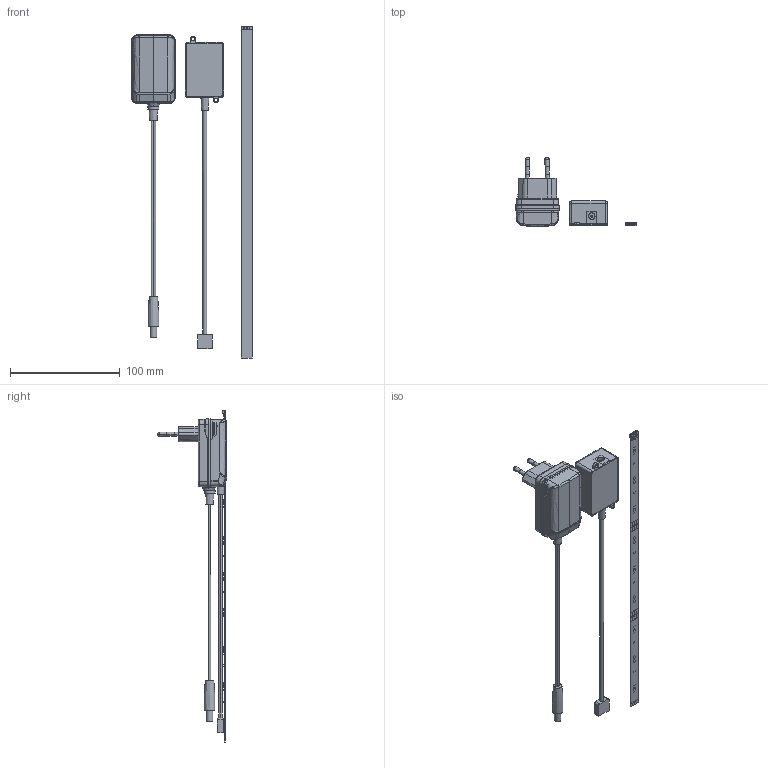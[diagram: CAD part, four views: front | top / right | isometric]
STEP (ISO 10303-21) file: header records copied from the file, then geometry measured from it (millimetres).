
FILE_DESCRIPTION (( 'STEP AP214' ), '1' );
FILE_NAME ('SUNatHOME FLEX 3M TW.STEP', '2021-08-13T13:25:36', ( '' ), ( '' ), 'SwSTEP 2.0', 'SolidWorks 2020', '' );
FILE_SCHEMA (( 'AUTOMOTIVE_DESIGN' ));
Length unit declared in the file: millimetre
Products named in the file (1): SUNatHOME FLEX 3M TW
Bounding box: 110.12 x 63.2 x 303 mm (x, y, z)
Volume: 47525.1 mm3; surface area: 63500.6 mm2
Topology: 13 solids, 13 shells, 1157 faces, 2984 edges, 1890 vertices
Faces by surface type: plane 560, cylinder 310, bspline 245, cone 40, sphere 2
Full cylindrical faces by diameter (mm): 1.3 x2, 6 x2, 8 x1, 10 x1
Entity records: 52460 total; most frequent: CARTESIAN_POINT 31386, ORIENTED_EDGE 5864, EDGE_CURVE 2932, B_SPLINE_CURVE_WITH_KNOTS 2774, VERTEX_POINT 1886, DIRECTION 1826, EDGE_LOOP 1254, FACE_OUTER_BOUND 1164
